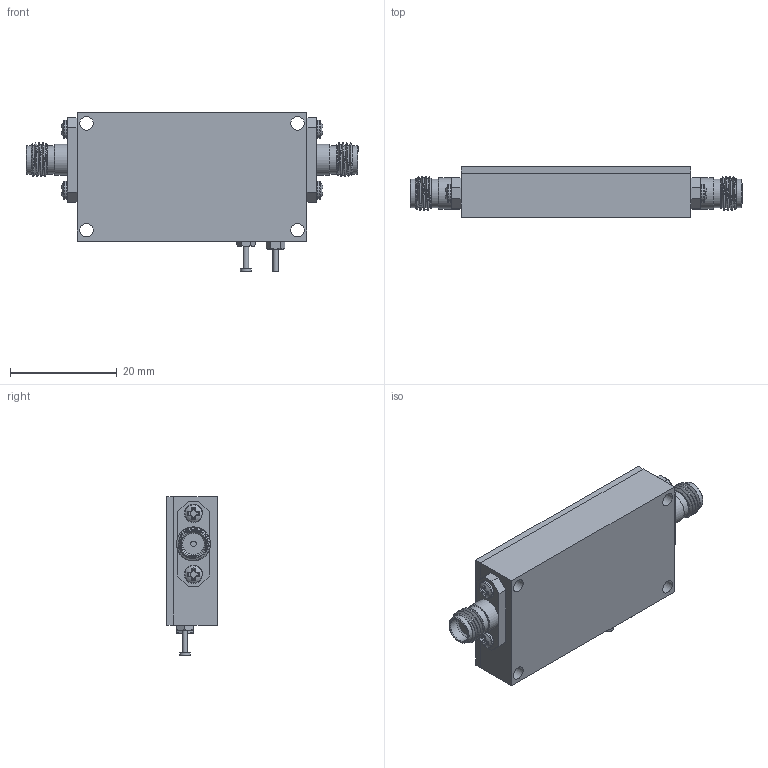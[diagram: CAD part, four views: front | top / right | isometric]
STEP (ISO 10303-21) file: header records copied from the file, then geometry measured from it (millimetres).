
FILE_DESCRIPTION (( 'STEP AP203' ), '1' );
FILE_NAME ('FMAM63007_3D.step', '2022-06-14T16:54:00', ( '' ), ( '' ), 'SwSTEP 2.0', 'SolidWorks 2021', '' );
FILE_SCHEMA (( 'CONFIG_CONTROL_DESIGN' ));
Products named in the file (1): FMAM63007_3D
Bounding box: 62.33 x 9.55 x 29.84 mm (x, y, z)
Volume: 10368.5 mm3; surface area: 4825.7 mm2
Topology: 1 solids, 15 shells, 1349 faces, 3609 edges, 2386 vertices
Faces by surface type: plane 764, bspline 289, cylinder 190, cone 94, torus 8, sphere 4
Full cylindrical faces by diameter (mm): 1.016 x6, 1.27 x2, 1.854 x4, 2.032 x1, 2.057 x6, 2.54 x4, 3.393 x4, 4.521 x2, 5.08 x2, 5.334 x4, 5.842 x2
Entity records: 68092 total; most frequent: CARTESIAN_POINT 37864, ORIENTED_EDGE 6970, DIRECTION 4840, EDGE_CURVE 3485, VERTEX_POINT 2349, LINE 2064, VECTOR 2064, EDGE_LOOP 1560
